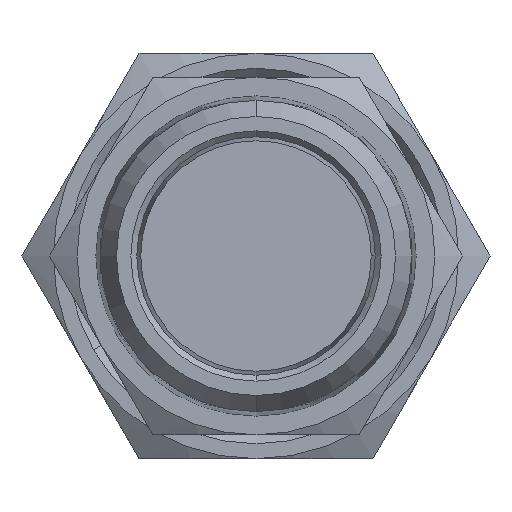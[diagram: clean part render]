
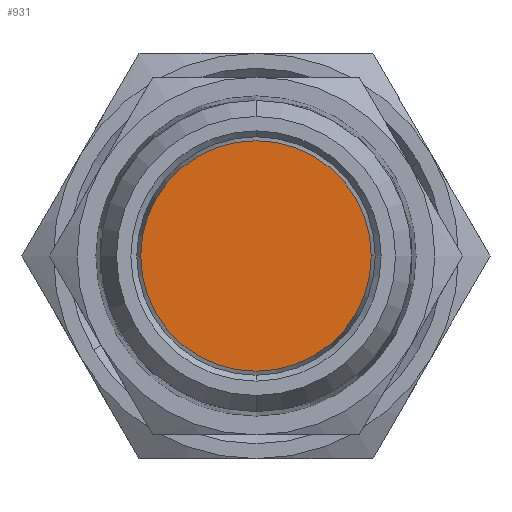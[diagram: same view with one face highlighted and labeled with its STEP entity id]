
A CAD part, front view. The second image highlights one B-rep face of the part: STEP entity #931.
In plain terms, the highlighted planar face has unit normal (0, -1, 0).
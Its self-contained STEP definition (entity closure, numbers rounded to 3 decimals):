
#156 = FACE_OUTER_BOUND ( 'NONE', #2648, .T. ) ;
#201 = EDGE_CURVE ( 'NONE', #1676, #1677, #2701, .T. ) ;
#274 = EDGE_CURVE ( 'NONE', #1677, #1676, #2769, .T. ) ;
#322 = AXIS2_PLACEMENT_3D ( 'NONE', #1332, #1333, #1334 ) ;
#353 = AXIS2_PLACEMENT_3D ( 'NONE', #2038, #2039, #2040 ) ;
#638 = CARTESIAN_POINT ( 'NONE',  ( 9.668, 1.535, 0. ) ) ;
#655 = CARTESIAN_POINT ( 'NONE',  ( -9.668, 1.535, 0. ) ) ;
#931 = ADVANCED_FACE ( 'NONE', ( #156 ), #2352, .F. ) ;
#1332 = CARTESIAN_POINT ( 'NONE',  ( 0., 1.535, 0. ) ) ;
#1333 = DIRECTION ( 'NONE',  ( 0., 1., 0. ) ) ;
#1334 = DIRECTION ( 'NONE',  ( -1., 0., 0. ) ) ;
#1676 = VERTEX_POINT ( 'NONE', #655 ) ;
#1677 = VERTEX_POINT ( 'NONE', #638 ) ;
#2038 = CARTESIAN_POINT ( 'NONE',  ( 0., 1.535, 0. ) ) ;
#2039 = DIRECTION ( 'NONE',  ( 0., 1., 0. ) ) ;
#2040 = DIRECTION ( 'NONE',  ( -1., 0., 0. ) ) ;
#2215 = AXIS2_PLACEMENT_3D ( 'NONE', #2360, #2361, #2362 ) ;
#2352 = PLANE ( 'NONE',  #2215 ) ;
#2360 = CARTESIAN_POINT ( 'NONE',  ( 0., 1.535, 0. ) ) ;
#2361 = DIRECTION ( 'NONE',  ( 0., 1., 0. ) ) ;
#2362 = DIRECTION ( 'NONE',  ( -1., 0., 0. ) ) ;
#2404 = ORIENTED_EDGE ( 'NONE', *, *, #274, .F. ) ;
#2409 = ORIENTED_EDGE ( 'NONE', *, *, #201, .F. ) ;
#2648 = EDGE_LOOP ( 'NONE', ( #2409, #2404 ) ) ;
#2701 = CIRCLE ( 'NONE', #322, 9.668 ) ;
#2769 = CIRCLE ( 'NONE', #353, 9.668 ) ;
